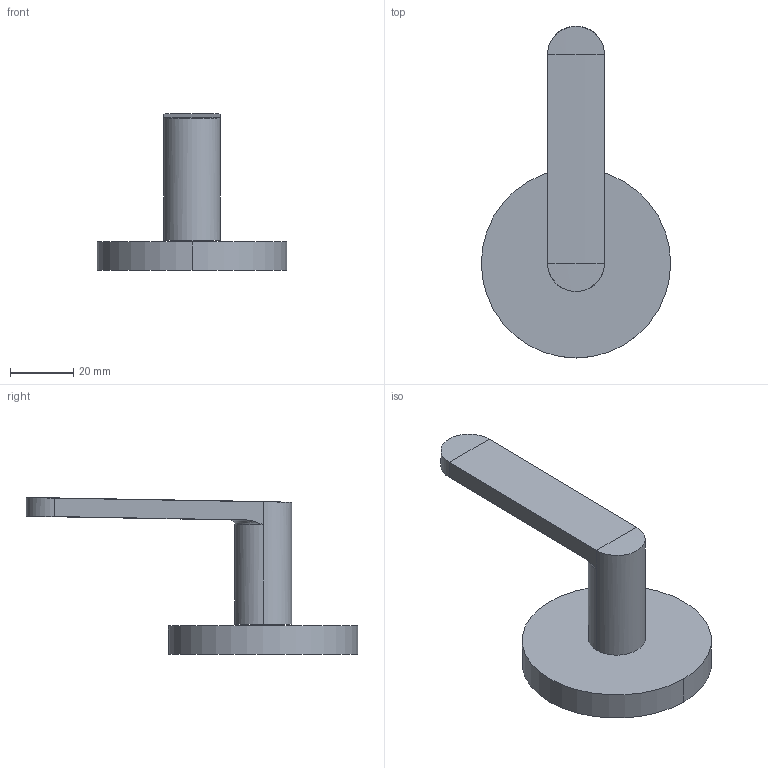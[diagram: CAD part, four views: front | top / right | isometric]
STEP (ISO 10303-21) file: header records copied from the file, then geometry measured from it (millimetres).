
FILE_DESCRIPTION (( 'STEP AP214' ), '1' );
FILE_NAME ('36607661.STEP', '2022-01-18T10:22:23', ( '' ), ( '' ), 'SwSTEP 2.0', 'SolidWorks 2020', '' );
FILE_SCHEMA (( 'AUTOMOTIVE_DESIGN' ));
Length unit declared in the file: millimetre
Products named in the file (3): Planungsmodell_Hebelgriff-+-09.20.66.014.21-1; Planungsmodell_Rosette-+-09.27.66.010.90-1; 36607661
Assembly tree (2 placements, depth 2):
  36607661
    Planungsmodell_Rosette-+-09.27.66.010.90-1
    Planungsmodell_Hebelgriff-+-09.20.66.014.21-1
Bounding box: 60 x 105.1 x 49.65 mm (x, y, z)
Volume: 42431.1 mm3; surface area: 13202.4 mm2
Topology: 2 solids, 2 shells, 20 faces, 39 edges, 24 vertices
Faces by surface type: cylinder 9, plane 6, sphere 3, bspline 2
Entity records: 902 total; most frequent: CARTESIAN_POINT 383, DIRECTION 99, ORIENTED_EDGE 78, AXIS2_PLACEMENT_3D 42, EDGE_CURVE 39, VERTEX_POINT 24, EDGE_LOOP 21, FACE_OUTER_BOUND 20
